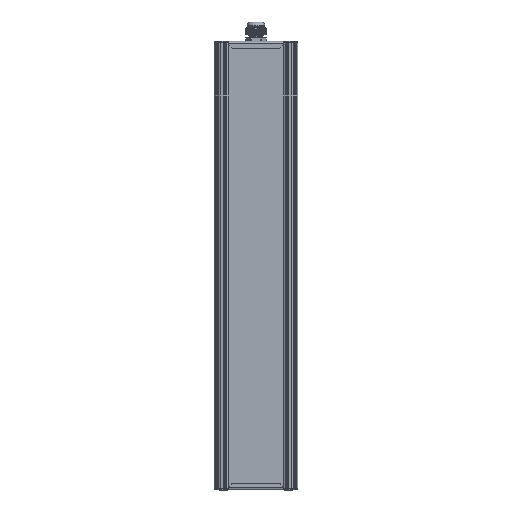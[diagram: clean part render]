
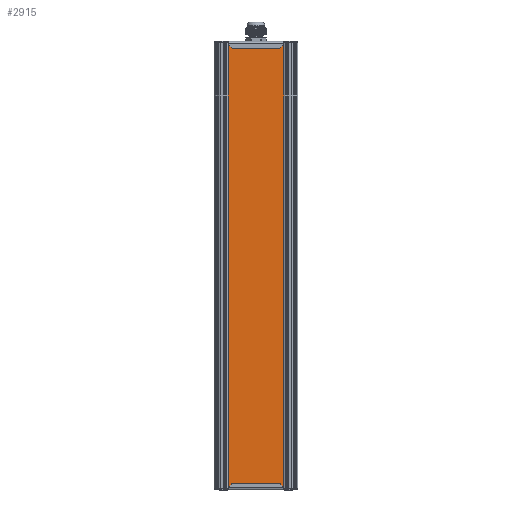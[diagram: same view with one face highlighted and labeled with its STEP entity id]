
A CAD part, front view. The second image highlights one B-rep face of the part: STEP entity #2915.
In plain terms, the highlighted face is planar.
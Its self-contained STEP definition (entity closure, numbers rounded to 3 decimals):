
#2915=ADVANCED_FACE('',(#12933),#12935,.T.);
#12933=FACE_BOUND('',#12934,.T.);
#12934=EDGE_LOOP('',(#24755,#24756,#24757,#24758));
#12935=PLANE('',#12936);
#12936=AXIS2_PLACEMENT_3D('',#12937,#12938,#12939);
#12937=CARTESIAN_POINT('',(120.465,593.492,117.308));
#12938=DIRECTION('',(0.,0.,-1.));
#12939=DIRECTION('',(0.,1.,0.));
#24755=ORIENTED_EDGE('',*,*,#31065,.T.);
#24756=ORIENTED_EDGE('',*,*,#31067,.F.);
#24757=ORIENTED_EDGE('',*,*,#31068,.F.);
#24758=ORIENTED_EDGE('',*,*,#31069,.T.);
#31065=EDGE_CURVE('',#36555,#36553,#36556,.T.);
#31067=EDGE_CURVE('',#36558,#36553,#36559,.T.);
#31068=EDGE_CURVE('',#36560,#36558,#36561,.T.);
#31069=EDGE_CURVE('',#36560,#36555,#36562,.T.);
#36553=VERTEX_POINT('',#55153);
#36555=VERTEX_POINT('',#55157);
#36556=LINE('',#55158,#55159);
#36558=VERTEX_POINT('',#55164);
#36559=LINE('',#55165,#55166);
#36560=VERTEX_POINT('',#55168);
#36561=LINE('',#55169,#55170);
#36562=LINE('',#55172,#55173);
#55153=CARTESIAN_POINT('',(566.465,679.838,117.308));
#55157=CARTESIAN_POINT('',(-29.535,679.838,117.308));
#55158=CARTESIAN_POINT('',(-29.535,679.838,117.308));
#55159=VECTOR('',#55160,1.);
#55160=DIRECTION('',(1.,0.,0.));
#55164=CARTESIAN_POINT('',(566.465,593.492,117.308));
#55165=CARTESIAN_POINT('',(566.465,593.492,117.308));
#55166=VECTOR('',#55167,1.);
#55167=DIRECTION('',(0.,1.,0.));
#55168=CARTESIAN_POINT('',(-29.535,593.492,117.308));
#55169=CARTESIAN_POINT('',(-29.535,593.492,117.308));
#55170=VECTOR('',#55171,1.);
#55171=DIRECTION('',(1.,0.,0.));
#55172=CARTESIAN_POINT('',(-29.535,593.492,117.308));
#55173=VECTOR('',#55174,1.);
#55174=DIRECTION('',(0.,1.,0.));
